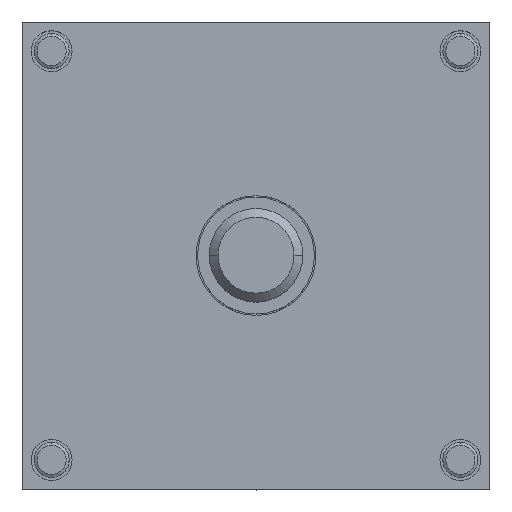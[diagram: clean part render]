
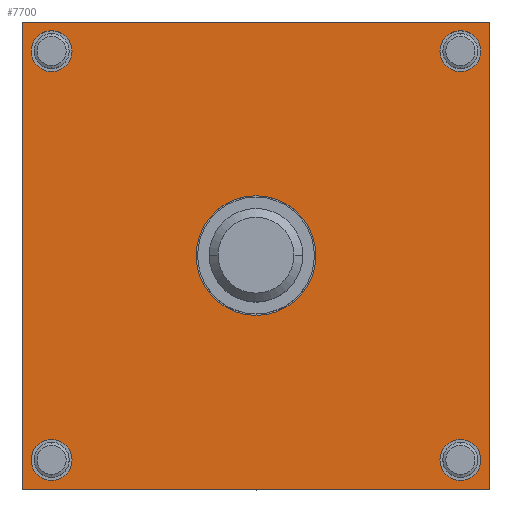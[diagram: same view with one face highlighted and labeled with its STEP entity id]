
A CAD part, top view. The second image highlights one B-rep face of the part: STEP entity #7700.
In plain terms, the highlighted planar face has unit normal (0, 0, 1).
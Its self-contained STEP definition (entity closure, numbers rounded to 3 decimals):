
#6560=CARTESIAN_POINT('',(0.,0.,5.));
#6570=DIRECTION('',(0.,0.,1.));
#6580=DIRECTION('',(1.,0.,0.));
#6590=AXIS2_PLACEMENT_3D('',#6560,#6570,#6580);
#6600=PLANE('',#6590);
#6610=CARTESIAN_POINT('',(75.,75.,5.));
#6620=DIRECTION('',(0.,0.,1.));
#6630=DIRECTION('',(1.,0.,0.));
#6640=AXIS2_PLACEMENT_3D('',#6610,#6620,#6630);
#6650=CIRCLE('',#6640,3.5);
#6660=CARTESIAN_POINT('',(78.5,75.,5.));
#6670=VERTEX_POINT('',#6660);
#6680=CARTESIAN_POINT('',(71.5,75.,5.));
#6690=VERTEX_POINT('',#6680);
#6700=EDGE_CURVE('',#6670,#6690,#6650,.T.);
#6710=ORIENTED_EDGE('',*,*,#6700,.F.);
#6720=EDGE_CURVE('',#6690,#6670,#6650,.T.);
#6730=ORIENTED_EDGE('',*,*,#6720,.F.);
#6740=EDGE_LOOP('',(#6730,#6710));
#6750=FACE_BOUND('',#6740,.T.);
#6760=CARTESIAN_POINT('',(5.,5.,5.));
#6770=DIRECTION('',(0.,0.,1.));
#6780=DIRECTION('',(1.,0.,0.));
#6790=AXIS2_PLACEMENT_3D('',#6760,#6770,#6780);
#6800=CIRCLE('',#6790,3.5);
#6810=CARTESIAN_POINT('',(8.5,5.,5.));
#6820=VERTEX_POINT('',#6810);
#6830=CARTESIAN_POINT('',(1.5,5.,5.));
#6840=VERTEX_POINT('',#6830);
#6850=EDGE_CURVE('',#6820,#6840,#6800,.T.);
#6860=ORIENTED_EDGE('',*,*,#6850,.F.);
#6870=EDGE_CURVE('',#6840,#6820,#6800,.T.);
#6880=ORIENTED_EDGE('',*,*,#6870,.F.);
#6890=EDGE_LOOP('',(#6880,#6860));
#6900=FACE_BOUND('',#6890,.T.);
#6910=CARTESIAN_POINT('',(75.,5.,5.));
#6920=DIRECTION('',(0.,0.,1.));
#6930=DIRECTION('',(1.,0.,0.));
#6940=AXIS2_PLACEMENT_3D('',#6910,#6920,#6930);
#6950=CIRCLE('',#6940,3.5);
#6960=CARTESIAN_POINT('',(78.5,5.,5.));
#6970=VERTEX_POINT('',#6960);
#6980=CARTESIAN_POINT('',(71.5,5.,5.));
#6990=VERTEX_POINT('',#6980);
#7000=EDGE_CURVE('',#6970,#6990,#6950,.T.);
#7010=ORIENTED_EDGE('',*,*,#7000,.F.);
#7020=EDGE_CURVE('',#6990,#6970,#6950,.T.);
#7030=ORIENTED_EDGE('',*,*,#7020,.F.);
#7040=EDGE_LOOP('',(#7030,#7010));
#7050=FACE_BOUND('',#7040,.T.);
#7060=CARTESIAN_POINT('',(40.,40.,5.));
#7070=DIRECTION('',(0.,0.,1.));
#7080=DIRECTION('',(1.,0.,0.));
#7090=AXIS2_PLACEMENT_3D('',#7060,#7070,#7080);
#7100=CIRCLE('',#7090,10.25);
#7110=CARTESIAN_POINT('',(50.25,40.,5.));
#7120=VERTEX_POINT('',#7110);
#7130=CARTESIAN_POINT('',(29.75,40.,5.));
#7140=VERTEX_POINT('',#7130);
#7150=EDGE_CURVE('',#7120,#7140,#7100,.T.);
#7160=ORIENTED_EDGE('',*,*,#7150,.F.);
#7170=EDGE_CURVE('',#7140,#7120,#7100,.T.);
#7180=ORIENTED_EDGE('',*,*,#7170,.F.);
#7190=EDGE_LOOP('',(#7180,#7160));
#7200=FACE_BOUND('',#7190,.T.);
#7210=CARTESIAN_POINT('',(5.,75.,5.));
#7220=DIRECTION('',(0.,0.,1.));
#7230=DIRECTION('',(1.,0.,0.));
#7240=AXIS2_PLACEMENT_3D('',#7210,#7220,#7230);
#7250=CIRCLE('',#7240,3.5);
#7260=CARTESIAN_POINT('',(8.5,75.,5.));
#7270=VERTEX_POINT('',#7260);
#7280=CARTESIAN_POINT('',(1.5,75.,5.));
#7290=VERTEX_POINT('',#7280);
#7300=EDGE_CURVE('',#7270,#7290,#7250,.T.);
#7310=ORIENTED_EDGE('',*,*,#7300,.F.);
#7320=EDGE_CURVE('',#7290,#7270,#7250,.T.);
#7330=ORIENTED_EDGE('',*,*,#7320,.F.);
#7340=EDGE_LOOP('',(#7330,#7310));
#7350=FACE_BOUND('',#7340,.T.);
#7360=CARTESIAN_POINT('',(80.,80.,5.));
#7370=DIRECTION('',(-1.,0.,0.));
#7380=VECTOR('',#7370,1.);
#7390=LINE('',#7360,#7380);
#7400=CARTESIAN_POINT('',(80.,80.,5.));
#7410=VERTEX_POINT('',#7400);
#7420=CARTESIAN_POINT('',(0.,80.,5.));
#7430=VERTEX_POINT('',#7420);
#7440=EDGE_CURVE('',#7410,#7430,#7390,.T.);
#7450=ORIENTED_EDGE('',*,*,#7440,.T.);
#7460=CARTESIAN_POINT('',(80.,0.,5.));
#7470=DIRECTION('',(0.,1.,0.));
#7480=VECTOR('',#7470,1.);
#7490=LINE('',#7460,#7480);
#7500=CARTESIAN_POINT('',(80.,0.,5.));
#7510=VERTEX_POINT('',#7500);
#7520=EDGE_CURVE('',#7510,#7410,#7490,.T.);
#7530=ORIENTED_EDGE('',*,*,#7520,.T.);
#7540=CARTESIAN_POINT('',(0.,0.,5.));
#7550=DIRECTION('',(1.,0.,0.));
#7560=VECTOR('',#7550,1.);
#7570=LINE('',#7540,#7560);
#7580=CARTESIAN_POINT('',(0.,0.,5.));
#7590=VERTEX_POINT('',#7580);
#7600=EDGE_CURVE('',#7590,#7510,#7570,.T.);
#7610=ORIENTED_EDGE('',*,*,#7600,.T.);
#7620=CARTESIAN_POINT('',(0.,80.,5.));
#7630=DIRECTION('',(0.,-1.,0.));
#7640=VECTOR('',#7630,1.);
#7650=LINE('',#7620,#7640);
#7660=EDGE_CURVE('',#7430,#7590,#7650,.T.);
#7670=ORIENTED_EDGE('',*,*,#7660,.T.);
#7680=EDGE_LOOP('',(#7670,#7610,#7530,#7450));
#7690=FACE_OUTER_BOUND('',#7680,.T.);
#7700=ADVANCED_FACE('',(#6750,#6900,#7050,#7200,#7350,#7690),#6600,.T.);
